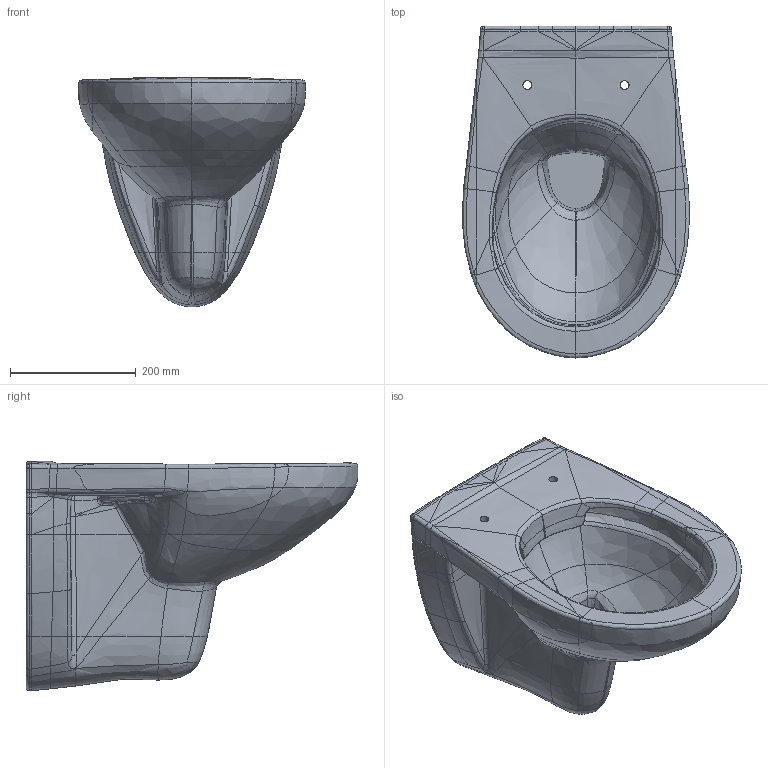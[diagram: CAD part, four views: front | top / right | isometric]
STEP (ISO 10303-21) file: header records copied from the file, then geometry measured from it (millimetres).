
FILE_DESCRIPTION(/* description */ ('Unknown'),/* implementation_level */ '2;1');
FILE_NAME(/* name */ '39427000-06-03-2024',/* time_stamp */ '2024-03-06T14:02:13+07:00',/* author */ ('Unknown'),/* organization */ ('Unknown'),/* preprocessor_version */ 'ST-DEVELOPER v16.7',/* originating_system */ 'DEX',/* authorisation */ $);
FILE_SCHEMA (('AUTOMOTIVE_DESIGN {1 0 10303 214 3 1 1}'));
Products named in the file (1): 39427000
Bounding box: 361.2 x 528.88 x 365.87 mm (x, y, z)
Volume: 15485653.5 mm3; surface area: 798015.8 mm2
Topology: 1 solids, 1 shells, 548 faces, 1251 edges, 699 vertices
Faces by surface type: bspline 528, cylinder 12, plane 6, torus 2
Full cylindrical faces by diameter (mm): 14 x2
Entity records: 68935 total; most frequent: CARTESIAN_POINT 60822, ORIENTED_EDGE 2490, EDGE_CURVE 1245, B_SPLINE_CURVE_WITH_KNOTS 1154, VERTEX_POINT 699, EDGE_LOOP 552, FACE_BOUND 552, ADVANCED_FACE 548
